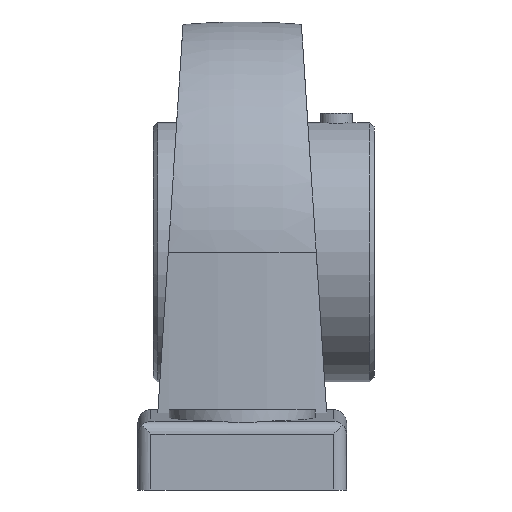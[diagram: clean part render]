
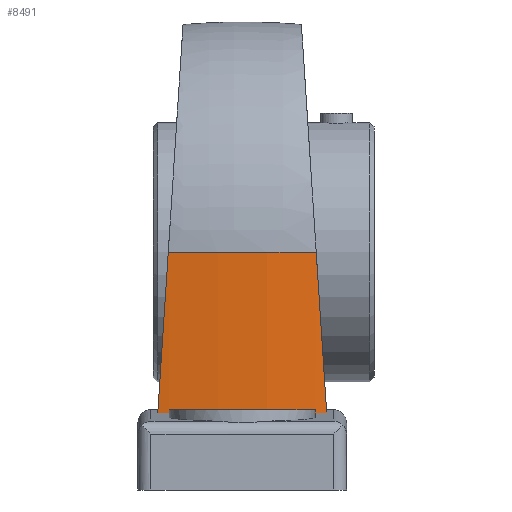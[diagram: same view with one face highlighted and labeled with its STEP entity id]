
A CAD part, front view. The second image highlights one B-rep face of the part: STEP entity #8491.
In plain terms, the highlighted cylindrical face has radius 252.024 mm (diameter 504.049 mm), a partial arc.
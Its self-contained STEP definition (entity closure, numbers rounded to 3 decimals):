
#95 = EDGE_CURVE ( 'NONE', #3938, #10272, #3599, .T. ) ;
#149 = VERTEX_POINT ( 'NONE', #1639 ) ;
#203 = CARTESIAN_POINT ( 'NONE',  ( -27.3, -84.617, -60.138 ) ) ;
#563 = EDGE_CURVE ( 'NONE', #10215, #7232, #4760, .T. ) ;
#1090 = CARTESIAN_POINT ( 'NONE',  ( -28.725, -84.462, -60.13 ) ) ;
#1130 = VERTEX_POINT ( 'NONE', #8700 ) ;
#1164 = ORIENTED_EDGE ( 'NONE', *, *, #2288, .T. ) ;
#1182 = AXIS2_PLACEMENT_3D ( 'NONE', #10366, #6048, #1743 ) ;
#1238 = ORIENTED_EDGE ( 'NONE', *, *, #6965, .T. ) ;
#1313 = VECTOR ( 'NONE', #3638, 1000. ) ;
#1580 = CARTESIAN_POINT ( 'NONE',  ( 27.662, -84.577, 0. ) ) ;
#1639 = CARTESIAN_POINT ( 'NONE',  ( -27.3, -84.617, -58.9 ) ) ;
#1701 = DIRECTION ( 'NONE',  ( 0., 0., 1. ) ) ;
#1743 = DIRECTION ( 'NONE',  ( -1., 0., 0. ) ) ;
#2157 = CARTESIAN_POINT ( 'NONE',  ( 27.3, -84.617, -60.138 ) ) ;
#2244 = CARTESIAN_POINT ( 'NONE',  ( -30.269, -84.279, -40.093 ) ) ;
#2274 = DIRECTION ( 'NONE',  ( 0., 0., -1. ) ) ;
#2288 = EDGE_CURVE ( 'NONE', #8250, #7232, #3882, .T. ) ;
#2981 = CARTESIAN_POINT ( 'NONE',  ( -27.662, -84.577, 0. ) ) ;
#3103 = CARTESIAN_POINT ( 'NONE',  ( -30.149, -84.294, -60.121 ) ) ;
#3599 =( BOUNDED_CURVE ( )  B_SPLINE_CURVE ( 3, ( #4196, #5103, #9180, #1580 ),
 .UNSPECIFIED., .F., .F. ) 
 B_SPLINE_CURVE_WITH_KNOTS ( ( 4, 4 ),
 ( 4.587, 4.602 ),
 .UNSPECIFIED. ) 
 CURVE ( )  GEOMETRIC_REPRESENTATION_ITEM ( )  RATIONAL_B_SPLINE_CURVE ( ( 1., 1., 1., 1. ) ) 
 REPRESENTATION_ITEM ( '' )  );
#3638 = DIRECTION ( 'NONE',  ( 0., 0., 1. ) ) ;
#3694 = CARTESIAN_POINT ( 'NONE',  ( 31.571, -84.115, -60.111 ) ) ;
#3758 = ORIENTED_EDGE ( 'NONE', *, *, #563, .F. ) ;
#3805 = CARTESIAN_POINT ( 'NONE',  ( 30.149, -84.294, -60.121 ) ) ;
#3882 =( BOUNDED_CURVE ( )  B_SPLINE_CURVE ( 3, ( #2981, #10709, #2244, #5653 ),
 .UNSPECIFIED., .F., .F. ) 
 B_SPLINE_CURVE_WITH_KNOTS ( ( 4, 4 ),
 ( 4.822, 4.838 ),
 .UNSPECIFIED. ) 
 CURVE ( )  GEOMETRIC_REPRESENTATION_ITEM ( )  RATIONAL_B_SPLINE_CURVE ( ( 1., 1., 1., 1. ) ) 
 REPRESENTATION_ITEM ( '' )  );
#3938 = VERTEX_POINT ( 'NONE', #3694 ) ;
#3974 = ORIENTED_EDGE ( 'NONE', *, *, #5043, .T. ) ;
#4196 = CARTESIAN_POINT ( 'NONE',  ( 31.571, -84.115, -60.111 ) ) ;
#4272 = DIRECTION ( 'NONE',  ( 0., 0., 1. ) ) ;
#4448 = VECTOR ( 'NONE', #2274, 1000. ) ;
#4627 = AXIS2_PLACEMENT_3D ( 'NONE', #9693, #4272, #5122 ) ;
#4760 =( BOUNDED_CURVE ( )  B_SPLINE_CURVE ( 3, ( #8867, #1090, #3103, #9028 ),
 .UNSPECIFIED., .F., .F. ) 
 B_SPLINE_CURVE_WITH_KNOTS ( ( 4, 4 ),
 ( 0.109, 0.126 ),
 .UNSPECIFIED. ) 
 CURVE ( )  GEOMETRIC_REPRESENTATION_ITEM ( )  RATIONAL_B_SPLINE_CURVE ( ( 1., 1., 1., 1. ) ) 
 REPRESENTATION_ITEM ( '' )  );
#4779 = CARTESIAN_POINT ( 'NONE',  ( 31.571, -84.115, -60.111 ) ) ;
#4898 = CARTESIAN_POINT ( 'NONE',  ( 27.3, -84.617, -58.9 ) ) ;
#5043 = EDGE_CURVE ( 'NONE', #10215, #149, #9660, .T. ) ;
#5103 = CARTESIAN_POINT ( 'NONE',  ( 30.269, -84.279, -40.093 ) ) ;
#5122 = DIRECTION ( 'NONE',  ( -1., 0., 0. ) ) ;
#5165 = DIRECTION ( 'NONE',  ( -1., 0., 0. ) ) ;
#5653 = CARTESIAN_POINT ( 'NONE',  ( -31.571, -84.115, -60.111 ) ) ;
#6048 = DIRECTION ( 'NONE',  ( 0., 0., -1. ) ) ;
#6091 = CIRCLE ( 'NONE', #1182, 252.024 ) ;
#6769 = CARTESIAN_POINT ( 'NONE',  ( -31.571, -84.115, -60.111 ) ) ;
#6817 = FACE_OUTER_BOUND ( 'NONE', #8910, .T. ) ;
#6873 = CYLINDRICAL_SURFACE ( 'NONE', #4627, 252.024 ) ;
#6918 = CARTESIAN_POINT ( 'NONE',  ( 0., 165.924, -58.9 ) ) ;
#6965 = EDGE_CURVE ( 'NONE', #7236, #1130, #9089, .T. ) ;
#7232 = VERTEX_POINT ( 'NONE', #6769 ) ;
#7234 =( BOUNDED_CURVE ( )  B_SPLINE_CURVE ( 3, ( #4779, #3805, #10731, #2157 ),
 .UNSPECIFIED., .F., .T. ) 
 B_SPLINE_CURVE_WITH_KNOTS ( ( 4, 4 ),
 ( 6.158, 6.175 ),
 .UNSPECIFIED. ) 
 CURVE ( )  GEOMETRIC_REPRESENTATION_ITEM ( )  RATIONAL_B_SPLINE_CURVE ( ( 1., 1., 1., 1. ) ) 
 REPRESENTATION_ITEM ( '' )  );
#7236 = VERTEX_POINT ( 'NONE', #4898 ) ;
#7263 = CARTESIAN_POINT ( 'NONE',  ( -27.3, -84.617, -59.558 ) ) ;
#7798 = EDGE_CURVE ( 'NONE', #10272, #8250, #6091, .T. ) ;
#7931 = AXIS2_PLACEMENT_3D ( 'NONE', #6918, #1701, #5165 ) ;
#7940 = CARTESIAN_POINT ( 'NONE',  ( 27.662, -84.577, 0. ) ) ;
#7985 = ORIENTED_EDGE ( 'NONE', *, *, #7798, .T. ) ;
#8235 = CARTESIAN_POINT ( 'NONE',  ( -27.662, -84.577, 0. ) ) ;
#8250 = VERTEX_POINT ( 'NONE', #8235 ) ;
#8491 = ADVANCED_FACE ( 'NONE', ( #6817 ), #6873, .T. ) ;
#8700 = CARTESIAN_POINT ( 'NONE',  ( 27.3, -84.617, -60.138 ) ) ;
#8867 = CARTESIAN_POINT ( 'NONE',  ( -27.3, -84.617, -60.138 ) ) ;
#8910 = EDGE_LOOP ( 'NONE', ( #3974, #9651, #1238, #9513, #11198, #7985, #1164, #3758 ) ) ;
#9028 = CARTESIAN_POINT ( 'NONE',  ( -31.571, -84.115, -60.111 ) ) ;
#9089 = LINE ( 'NONE', #10115, #4448 ) ;
#9180 = CARTESIAN_POINT ( 'NONE',  ( 28.966, -84.433, -20.055 ) ) ;
#9249 = EDGE_CURVE ( 'NONE', #3938, #1130, #7234, .T. ) ;
#9513 = ORIENTED_EDGE ( 'NONE', *, *, #9249, .F. ) ;
#9651 = ORIENTED_EDGE ( 'NONE', *, *, #10713, .T. ) ;
#9660 = LINE ( 'NONE', #7263, #1313 ) ;
#9693 = CARTESIAN_POINT ( 'NONE',  ( 0., 165.924, -61.9 ) ) ;
#9730 = CIRCLE ( 'NONE', #7931, 252.024 ) ;
#10115 = CARTESIAN_POINT ( 'NONE',  ( 27.3, -84.617, -59.558 ) ) ;
#10215 = VERTEX_POINT ( 'NONE', #203 ) ;
#10272 = VERTEX_POINT ( 'NONE', #7940 ) ;
#10366 = CARTESIAN_POINT ( 'NONE',  ( 0., 165.924, 0. ) ) ;
#10709 = CARTESIAN_POINT ( 'NONE',  ( -28.966, -84.433, -20.055 ) ) ;
#10713 = EDGE_CURVE ( 'NONE', #149, #7236, #9730, .T. ) ;
#10731 = CARTESIAN_POINT ( 'NONE',  ( 28.725, -84.462, -60.13 ) ) ;
#11198 = ORIENTED_EDGE ( 'NONE', *, *, #95, .T. ) ;
